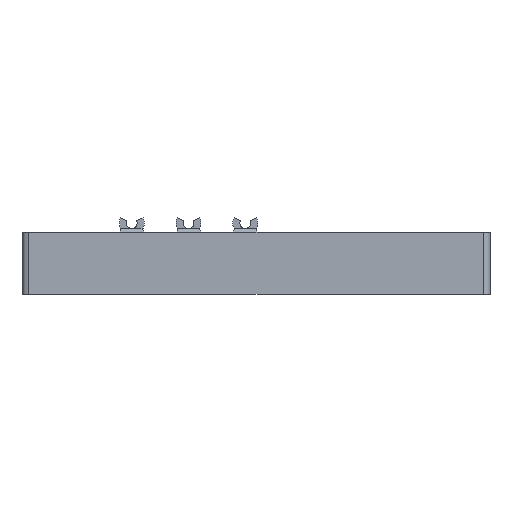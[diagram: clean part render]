
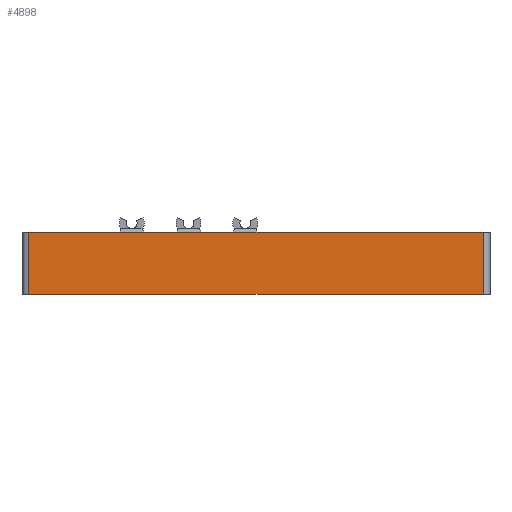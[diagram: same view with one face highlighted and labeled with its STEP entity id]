
A CAD part, front view. The second image highlights one B-rep face of the part: STEP entity #4898.
In plain terms, the highlighted planar face has unit normal (0, -1, 0).
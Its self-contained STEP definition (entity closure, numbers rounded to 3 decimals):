
#476=FACE_OUTER_BOUND('',#769,.T.);
#769=EDGE_LOOP('',(#4410,#4411,#4412,#4413));
#976=LINE('',#9295,#1428);
#1381=LINE('',#10845,#1833);
#1382=LINE('',#10848,#1834);
#1383=LINE('',#10849,#1835);
#1428=VECTOR('',#5521,10.);
#1833=VECTOR('',#6824,10.);
#1834=VECTOR('',#6827,10.);
#1835=VECTOR('',#6828,10.);
#1896=VERTEX_POINT('',#9292);
#1897=VERTEX_POINT('',#9294);
#2297=VERTEX_POINT('',#10843);
#2298=VERTEX_POINT('',#10847);
#2383=EDGE_CURVE('',#1896,#1897,#976,.T.);
#3004=EDGE_CURVE('',#2297,#1897,#1381,.T.);
#3005=EDGE_CURVE('',#2298,#2297,#1382,.T.);
#3006=EDGE_CURVE('',#2298,#1896,#1383,.T.);
#4410=ORIENTED_EDGE('',*,*,#3005,.T.);
#4411=ORIENTED_EDGE('',*,*,#3004,.T.);
#4412=ORIENTED_EDGE('',*,*,#2383,.F.);
#4413=ORIENTED_EDGE('',*,*,#3006,.F.);
#4628=PLANE('',#5401);
#4898=ADVANCED_FACE('',(#476),#4628,.T.);
#5401=AXIS2_PLACEMENT_3D('',#10846,#6825,#6826);
#5521=DIRECTION('',(1.,0.,0.));
#6824=DIRECTION('',(0.,0.,1.));
#6825=DIRECTION('center_axis',(0.,-1.,0.));
#6826=DIRECTION('ref_axis',(1.,0.,0.));
#6827=DIRECTION('',(1.,0.,0.));
#6828=DIRECTION('',(0.,0.,1.));
#9292=CARTESIAN_POINT('',(69.,-146.922,48.175));
#9294=CARTESIAN_POINT('',(197.1,-146.922,48.175));
#9295=CARTESIAN_POINT('',(69.,-146.922,48.175));
#10843=CARTESIAN_POINT('',(197.1,-146.922,30.675));
#10845=CARTESIAN_POINT('',(197.1,-146.922,30.675));
#10846=CARTESIAN_POINT('Origin',(69.,-146.922,30.675));
#10847=CARTESIAN_POINT('',(69.,-146.922,30.675));
#10848=CARTESIAN_POINT('',(69.,-146.922,30.675));
#10849=CARTESIAN_POINT('',(69.,-146.922,30.675));
